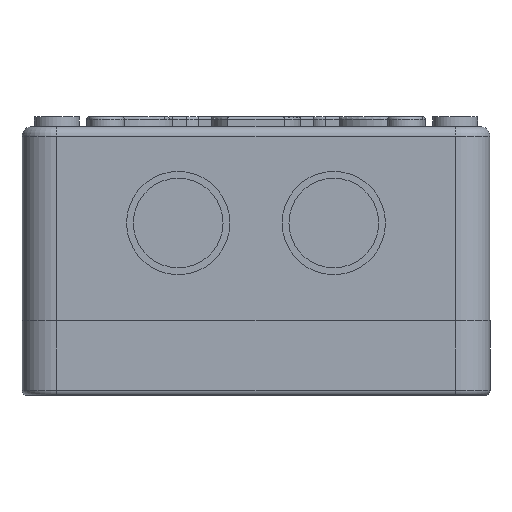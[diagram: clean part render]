
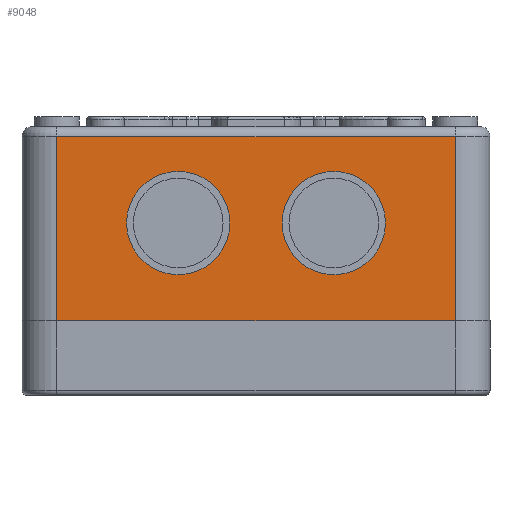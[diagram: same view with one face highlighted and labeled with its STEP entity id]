
A CAD part, front view. The second image highlights one B-rep face of the part: STEP entity #9048.
In plain terms, the highlighted planar face has unit normal (0, -1, 0).
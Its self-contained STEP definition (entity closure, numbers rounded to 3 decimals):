
#392=LINE('',#15898,#942);
#397=LINE('',#15922,#947);
#399=LINE('',#15928,#949);
#400=LINE('',#15929,#950);
#942=VECTOR('',#12665,80.);
#947=VECTOR('',#12694,37.);
#949=VECTOR('',#12700,37.);
#950=VECTOR('',#12701,80.);
#1615=PLANE('',#10147);
#1842=FACE_BOUND('',#3039,.T.);
#1843=FACE_BOUND('',#3040,.T.);
#2317=FACE_OUTER_BOUND('',#3038,.T.);
#3038=EDGE_LOOP('',(#7796,#7797,#7798,#7799));
#3039=EDGE_LOOP('',(#7800));
#3040=EDGE_LOOP('',(#7801));
#3616=CIRCLE('',#9886,10.375);
#3618=CIRCLE('',#9890,10.375);
#4397=VERTEX_POINT('',#15466);
#4399=VERTEX_POINT('',#15472);
#4520=VERTEX_POINT('',#15882);
#4524=VERTEX_POINT('',#15894);
#4532=VERTEX_POINT('',#15921);
#4534=VERTEX_POINT('',#15927);
#5470=EDGE_CURVE('',#4397,#4397,#3616,.T.);
#5472=EDGE_CURVE('',#4399,#4399,#3618,.T.);
#5665=EDGE_CURVE('',#4520,#4524,#392,.T.);
#5677=EDGE_CURVE('',#4532,#4524,#397,.T.);
#5680=EDGE_CURVE('',#4534,#4520,#399,.T.);
#5681=EDGE_CURVE('',#4534,#4532,#400,.T.);
#7796=ORIENTED_EDGE('',*,*,#5665,.F.);
#7797=ORIENTED_EDGE('',*,*,#5680,.F.);
#7798=ORIENTED_EDGE('',*,*,#5681,.T.);
#7799=ORIENTED_EDGE('',*,*,#5677,.T.);
#7800=ORIENTED_EDGE('',*,*,#5470,.T.);
#7801=ORIENTED_EDGE('',*,*,#5472,.T.);
#9048=ADVANCED_FACE('',(#2317,#1842,#1843),#1615,.T.);
#9886=AXIS2_PLACEMENT_3D('',#15467,#12114,#12115);
#9890=AXIS2_PLACEMENT_3D('',#15473,#12122,#12123);
#10147=AXIS2_PLACEMENT_3D('',#15926,#12698,#12699);
#12114=DIRECTION('center_axis',(0.,1.,0.));
#12115=DIRECTION('ref_axis',(1.,0.,0.));
#12122=DIRECTION('center_axis',(0.,1.,0.));
#12123=DIRECTION('ref_axis',(-1.,0.,0.));
#12665=DIRECTION('',(1.,0.,0.));
#12694=DIRECTION('',(0.,0.,1.));
#12698=DIRECTION('center_axis',(0.,-1.,0.));
#12699=DIRECTION('ref_axis',(0.,0.,-1.));
#12700=DIRECTION('',(0.,0.,1.));
#12701=DIRECTION('',(1.,0.,0.));
#15466=CARTESIAN_POINT('',(36.38,-17.15,19.625));
#15467=CARTESIAN_POINT('Origin',(46.755,-17.15,19.625));
#15472=CARTESIAN_POINT('',(25.88,-17.15,19.625));
#15473=CARTESIAN_POINT('Origin',(15.505,-17.15,19.625));
#15882=CARTESIAN_POINT('',(-8.87,-17.15,37.));
#15894=CARTESIAN_POINT('',(71.13,-17.15,37.));
#15898=CARTESIAN_POINT('',(51.13,-17.15,37.));
#15921=CARTESIAN_POINT('',(71.13,-17.15,0.));
#15922=CARTESIAN_POINT('',(71.13,-17.15,0.));
#15926=CARTESIAN_POINT('Origin',(71.13,-17.15,0.));
#15927=CARTESIAN_POINT('',(-8.87,-17.15,0.));
#15928=CARTESIAN_POINT('',(-8.87,-17.15,0.));
#15929=CARTESIAN_POINT('',(-8.87,-17.15,0.));
